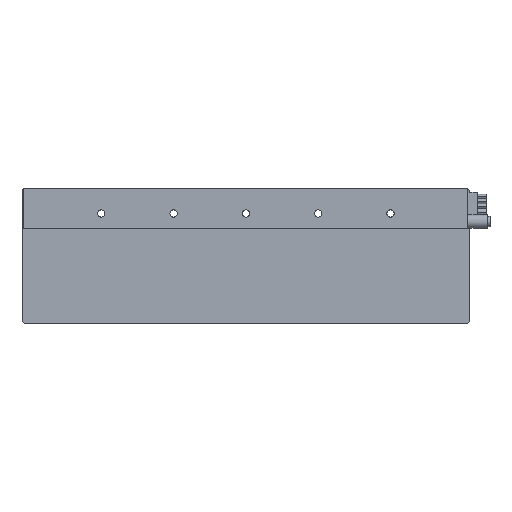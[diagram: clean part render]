
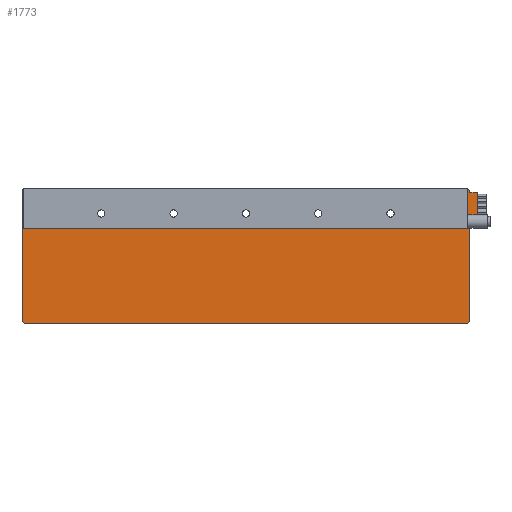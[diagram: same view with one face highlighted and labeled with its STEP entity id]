
A CAD part, top view. The second image highlights one B-rep face of the part: STEP entity #1773.
In plain terms, the highlighted planar face has unit normal (0, 0, 1).
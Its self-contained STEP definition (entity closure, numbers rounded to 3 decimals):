
#161=DIRECTION('',(0.,1.,0.));
#162=VECTOR('',#161,23.445);
#163=CARTESIAN_POINT('',(130.999,16.05,4.2));
#164=LINE('',#163,#162);
#165=CARTESIAN_POINT('',(129.8,37.65,4.2));
#166=DIRECTION('',(0.,0.,-1.));
#167=DIRECTION('',(0.545,0.838,0.));
#168=AXIS2_PLACEMENT_3D('',#165,#166,#167);
#170=DIRECTION('',(0.,-1.,0.));
#171=VECTOR('',#170,0.25);
#172=CARTESIAN_POINT('',(132.,37.65,4.2));
#173=LINE('',#172,#171);
#174=DIRECTION('',(0.,-1.,0.));
#175=VECTOR('',#174,14.6);
#176=CARTESIAN_POINT('',(136.6,37.4,4.2));
#177=LINE('',#176,#175);
#178=DIRECTION('',(0.,-1.,0.));
#179=VECTOR('',#178,60.55);
#180=CARTESIAN_POINT('',(132.,22.8,4.2));
#181=LINE('',#180,#179);
#182=CARTESIAN_POINT('',(129.8,-37.75,4.2));
#183=DIRECTION('',(0.,0.,-1.));
#184=DIRECTION('',(1.,0.,0.));
#185=AXIS2_PLACEMENT_3D('',#182,#183,#184);
#187=DIRECTION('',(-1.,0.,0.));
#188=VECTOR('',#187,259.6);
#189=CARTESIAN_POINT('',(129.8,-39.95,4.2));
#190=LINE('',#189,#188);
#191=CARTESIAN_POINT('',(-129.8,-37.75,4.2));
#192=DIRECTION('',(0.,0.,-1.));
#193=DIRECTION('',(0.,-1.,0.));
#194=AXIS2_PLACEMENT_3D('',#191,#192,#193);
#196=DIRECTION('',(0.,1.,0.));
#197=VECTOR('',#196,75.4);
#198=CARTESIAN_POINT('',(-132.,-37.75,4.2));
#199=LINE('',#198,#197);
#200=CARTESIAN_POINT('',(-129.8,37.65,4.2));
#201=DIRECTION('',(0.,0.,-1.));
#202=DIRECTION('',(-1.,0.,0.));
#203=AXIS2_PLACEMENT_3D('',#200,#201,#202);
#205=DIRECTION('',(1.,0.,0.));
#206=VECTOR('',#205,262.);
#207=CARTESIAN_POINT('',(-131.001,16.05,4.2));
#208=LINE('',#207,#206);
#273=DIRECTION('',(1.,0.,0.));
#274=VECTOR('',#273,4.6);
#275=CARTESIAN_POINT('',(132.,22.8,4.2));
#276=LINE('',#275,#274);
#345=DIRECTION('',(-1.,0.,0.));
#346=VECTOR('',#345,4.6);
#347=CARTESIAN_POINT('',(136.6,37.4,4.2));
#348=LINE('',#347,#346);
#552=DIRECTION('',(0.,1.,0.));
#553=VECTOR('',#552,23.443);
#554=CARTESIAN_POINT('',(-131.001,16.05,4.2));
#555=LINE('',#554,#553);
#1273=CARTESIAN_POINT('',(-131.001,39.493,4.2));
#1275=VERTEX_POINT('',#1273);
#1277=CARTESIAN_POINT('',(-132.,37.65,4.2));
#1278=VERTEX_POINT('',#1277);
#1282=CARTESIAN_POINT('',(130.999,39.495,4.2));
#1284=VERTEX_POINT('',#1282);
#1293=CARTESIAN_POINT('',(132.,37.65,4.2));
#1294=VERTEX_POINT('',#1293);
#1299=CARTESIAN_POINT('',(132.,37.4,4.2));
#1300=VERTEX_POINT('',#1299);
#1301=CARTESIAN_POINT('',(132.,-37.75,4.2));
#1302=VERTEX_POINT('',#1301);
#1303=CARTESIAN_POINT('',(132.,22.8,4.2));
#1304=VERTEX_POINT('',#1303);
#1325=CARTESIAN_POINT('',(136.6,22.8,4.2));
#1326=VERTEX_POINT('',#1325);
#1327=CARTESIAN_POINT('',(130.999,16.05,4.2));
#1328=VERTEX_POINT('',#1327);
#1329=CARTESIAN_POINT('',(136.6,37.4,4.2));
#1330=VERTEX_POINT('',#1329);
#1331=CARTESIAN_POINT('',(129.8,-39.95,4.2));
#1332=VERTEX_POINT('',#1331);
#1333=CARTESIAN_POINT('',(-129.8,-39.95,4.2));
#1334=VERTEX_POINT('',#1333);
#1335=CARTESIAN_POINT('',(-132.,-37.75,4.2));
#1336=VERTEX_POINT('',#1335);
#1337=CARTESIAN_POINT('',(-131.001,16.05,4.2));
#1338=VERTEX_POINT('',#1337);
#1741=CARTESIAN_POINT('',(0.,-0.05,4.2));
#1742=DIRECTION('',(0.,0.,1.));
#1743=DIRECTION('',(1.,0.,0.));
#1744=AXIS2_PLACEMENT_3D('',#1741,#1742,#1743);
#1745=PLANE('',#1744);
#1746=ORIENTED_EDGE('',*,*,#1715,.T.);
#1747=ORIENTED_EDGE('',*,*,#1678,.T.);
#1749=ORIENTED_EDGE('',*,*,#1748,.T.);
#1751=ORIENTED_EDGE('',*,*,#1750,.F.);
#1753=ORIENTED_EDGE('',*,*,#1752,.T.);
#1755=ORIENTED_EDGE('',*,*,#1754,.F.);
#1757=ORIENTED_EDGE('',*,*,#1756,.T.);
#1759=ORIENTED_EDGE('',*,*,#1758,.T.);
#1761=ORIENTED_EDGE('',*,*,#1760,.T.);
#1763=ORIENTED_EDGE('',*,*,#1762,.T.);
#1765=ORIENTED_EDGE('',*,*,#1764,.T.);
#1767=ORIENTED_EDGE('',*,*,#1766,.T.);
#1769=ORIENTED_EDGE('',*,*,#1768,.F.);
#1770=ORIENTED_EDGE('',*,*,#1731,.T.);
#1771=EDGE_LOOP('',(#1746,#1747,#1749,#1751,#1753,#1755,#1757,#1759,#1761,#1763,
#1765,#1767,#1769,#1770));
#1772=FACE_OUTER_BOUND('',#1771,.F.);
#169=CIRCLE('',#168,2.2);
#186=CIRCLE('',#185,2.2);
#195=CIRCLE('',#194,2.2);
#204=CIRCLE('',#203,2.2);
#1678=EDGE_CURVE('',#1284,#1294,#169,.T.);
#1715=EDGE_CURVE('',#1328,#1284,#164,.T.);
#1731=EDGE_CURVE('',#1338,#1328,#208,.T.);
#1748=EDGE_CURVE('',#1294,#1300,#173,.T.);
#1750=EDGE_CURVE('',#1330,#1300,#348,.T.);
#1752=EDGE_CURVE('',#1330,#1326,#177,.T.);
#1754=EDGE_CURVE('',#1304,#1326,#276,.T.);
#1756=EDGE_CURVE('',#1304,#1302,#181,.T.);
#1758=EDGE_CURVE('',#1302,#1332,#186,.T.);
#1760=EDGE_CURVE('',#1332,#1334,#190,.T.);
#1762=EDGE_CURVE('',#1334,#1336,#195,.T.);
#1764=EDGE_CURVE('',#1336,#1278,#199,.T.);
#1766=EDGE_CURVE('',#1278,#1275,#204,.T.);
#1768=EDGE_CURVE('',#1338,#1275,#555,.T.);
#1773=ADVANCED_FACE('',(#1772),#1745,.T.);
